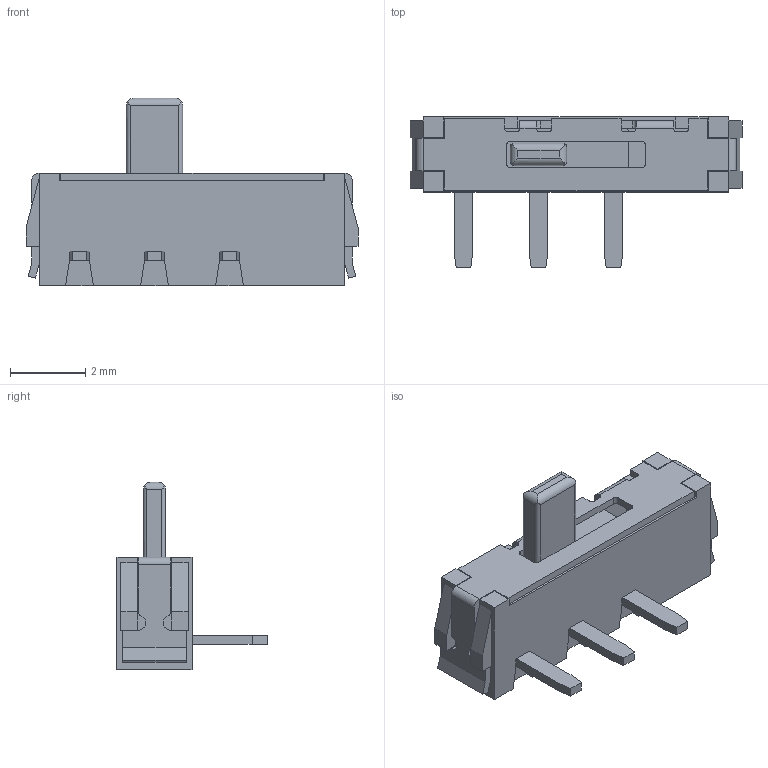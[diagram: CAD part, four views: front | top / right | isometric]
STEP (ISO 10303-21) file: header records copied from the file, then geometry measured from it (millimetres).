
FILE_DESCRIPTION(/* description */ ('STEP AP203'),/* implementation_level */ '2;1');
FILE_NAME(/* name */ 'CSS-1210MC',/* time_stamp */ '2025-09-24T17:33:02+02:00',/* author */ ('License CC BY-ND 4.0'),/* organization */ ('CADENAS'),/* preprocessor_version */ 'ST-DEVELOPER v19.3',/* originating_system */ 'PARTsolutions',/* authorisation */ ' ');
FILE_SCHEMA (('CONFIG_CONTROL_DESIGN'));
Length unit declared in the file: millimetre
Products named in the file (3): CSS-1210MC; CSS-1210MC-b; CSS-1210MC-s
Assembly tree (2 placements, depth 2):
  CSS-1210MC
    CSS-1210MC-b
    CSS-1210MC-s
Bounding box: 8.85 x 4 x 5 mm (x, y, z)
Volume: 46.9 mm3; surface area: 191.4 mm2
Topology: 2 solids, 2 shells, 209 faces, 606 edges, 396 vertices
Faces by surface type: plane 159, cylinder 50
Full cylindrical faces by diameter (mm): 0.7 x4
Entity records: 8157 total; most frequent: CARTESIAN_POINT 1234, ORIENTED_EDGE 1204, DIRECTION 1110, EDGE_CURVE 602, LINE 502, VECTOR 502, VERTEX_POINT 396, AXIS2_PLACEMENT_3D 304
